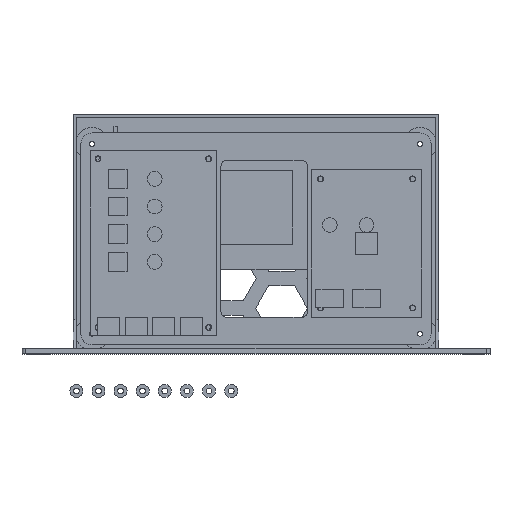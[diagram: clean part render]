
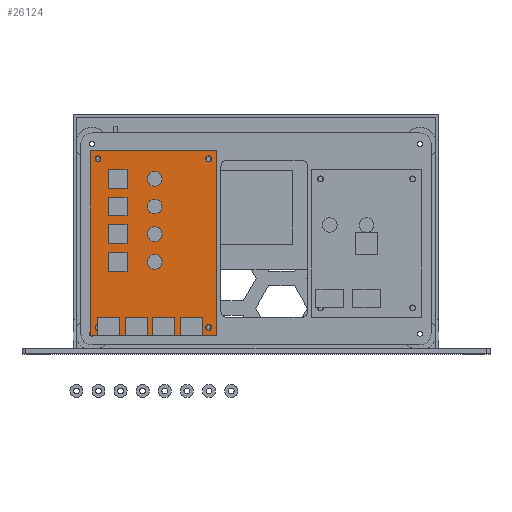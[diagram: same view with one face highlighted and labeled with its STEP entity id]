
A CAD part, top view. The second image highlights one B-rep face of the part: STEP entity #26124.
In plain terms, the highlighted planar face has unit normal (0, 0, 1).
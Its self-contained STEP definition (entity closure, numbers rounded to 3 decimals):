
#25935 = VERTEX_POINT('',#25936);
#25936 = CARTESIAN_POINT('',(0.,0.,1.6));
#25943 = PLANE('',#25944);
#25944 = AXIS2_PLACEMENT_3D('',#25945,#25946,#25947);
#25945 = CARTESIAN_POINT('',(0.,0.,0.));
#25946 = DIRECTION('',(1.,0.,0.));
#25947 = DIRECTION('',(0.,0.,1.));
#25955 = PLANE('',#25956);
#25956 = AXIS2_PLACEMENT_3D('',#25957,#25958,#25959);
#25957 = CARTESIAN_POINT('',(0.,0.,0.));
#25958 = DIRECTION('',(0.,1.,0.));
#25959 = DIRECTION('',(0.,0.,1.));
#25996 = VERTEX_POINT('',#25997);
#25997 = CARTESIAN_POINT('',(0.,100.3,1.6));
#26011 = PLANE('',#26012);
#26012 = AXIS2_PLACEMENT_3D('',#26013,#26014,#26015);
#26013 = CARTESIAN_POINT('',(0.,100.3,0.));
#26014 = DIRECTION('',(0.,1.,0.));
#26015 = DIRECTION('',(0.,0.,1.));
#26023 = EDGE_CURVE('',#25935,#25996,#26024,.T.);
#26024 = SURFACE_CURVE('',#26025,(#26029,#26036),.PCURVE_S1.);
#26025 = LINE('',#26026,#26027);
#26026 = CARTESIAN_POINT('',(0.,0.,1.6));
#26027 = VECTOR('',#26028,1.);
#26028 = DIRECTION('',(0.,1.,0.));
#26029 = PCURVE('',#25943,#26030);
#26030 = DEFINITIONAL_REPRESENTATION('',(#26031),#26035);
#26031 = LINE('',#26032,#26033);
#26032 = CARTESIAN_POINT('',(1.6,0.));
#26033 = VECTOR('',#26034,1.);
#26034 = DIRECTION('',(0.,-1.));
#26035 = ( GEOMETRIC_REPRESENTATION_CONTEXT(2) 
PARAMETRIC_REPRESENTATION_CONTEXT() REPRESENTATION_CONTEXT('2D SPACE',''
  ) );
#26036 = PCURVE('',#26037,#26042);
#26037 = PLANE('',#26038);
#26038 = AXIS2_PLACEMENT_3D('',#26039,#26040,#26041);
#26039 = CARTESIAN_POINT('',(0.,0.,1.6));
#26040 = DIRECTION('',(0.,0.,1.));
#26041 = DIRECTION('',(1.,0.,0.));
#26042 = DEFINITIONAL_REPRESENTATION('',(#26043),#26047);
#26043 = LINE('',#26044,#26045);
#26044 = CARTESIAN_POINT('',(0.,0.));
#26045 = VECTOR('',#26046,1.);
#26046 = DIRECTION('',(0.,1.));
#26047 = ( GEOMETRIC_REPRESENTATION_CONTEXT(2) 
PARAMETRIC_REPRESENTATION_CONTEXT() REPRESENTATION_CONTEXT('2D SPACE',''
  ) );
#26076 = EDGE_CURVE('',#25935,#26077,#26079,.T.);
#26077 = VERTEX_POINT('',#26078);
#26078 = CARTESIAN_POINT('',(68.5,0.,1.6));
#26079 = SURFACE_CURVE('',#26080,(#26084,#26091),.PCURVE_S1.);
#26080 = LINE('',#26081,#26082);
#26081 = CARTESIAN_POINT('',(0.,0.,1.6));
#26082 = VECTOR('',#26083,1.);
#26083 = DIRECTION('',(1.,0.,0.));
#26084 = PCURVE('',#25955,#26085);
#26085 = DEFINITIONAL_REPRESENTATION('',(#26086),#26090);
#26086 = LINE('',#26087,#26088);
#26087 = CARTESIAN_POINT('',(1.6,0.));
#26088 = VECTOR('',#26089,1.);
#26089 = DIRECTION('',(0.,1.));
#26090 = ( GEOMETRIC_REPRESENTATION_CONTEXT(2) 
PARAMETRIC_REPRESENTATION_CONTEXT() REPRESENTATION_CONTEXT('2D SPACE',''
  ) );
#26091 = PCURVE('',#26037,#26092);
#26092 = DEFINITIONAL_REPRESENTATION('',(#26093),#26097);
#26093 = LINE('',#26094,#26095);
#26094 = CARTESIAN_POINT('',(0.,0.));
#26095 = VECTOR('',#26096,1.);
#26096 = DIRECTION('',(1.,0.));
#26097 = ( GEOMETRIC_REPRESENTATION_CONTEXT(2) 
PARAMETRIC_REPRESENTATION_CONTEXT() REPRESENTATION_CONTEXT('2D SPACE',''
  ) );
#26113 = PLANE('',#26114);
#26114 = AXIS2_PLACEMENT_3D('',#26115,#26116,#26117);
#26115 = CARTESIAN_POINT('',(68.5,0.,0.));
#26116 = DIRECTION('',(1.,0.,0.));
#26117 = DIRECTION('',(0.,0.,1.));
#26124 = ADVANCED_FACE('',(#26125,#26173,#26204,#26235,#26266),#26037,
  .T.);
#26125 = FACE_BOUND('',#26126,.T.);
#26126 = EDGE_LOOP('',(#26127,#26128,#26129,#26152));
#26127 = ORIENTED_EDGE('',*,*,#26023,.F.);
#26128 = ORIENTED_EDGE('',*,*,#26076,.T.);
#26129 = ORIENTED_EDGE('',*,*,#26130,.T.);
#26130 = EDGE_CURVE('',#26077,#26131,#26133,.T.);
#26131 = VERTEX_POINT('',#26132);
#26132 = CARTESIAN_POINT('',(68.5,100.3,1.6));
#26133 = SURFACE_CURVE('',#26134,(#26138,#26145),.PCURVE_S1.);
#26134 = LINE('',#26135,#26136);
#26135 = CARTESIAN_POINT('',(68.5,0.,1.6));
#26136 = VECTOR('',#26137,1.);
#26137 = DIRECTION('',(0.,1.,0.));
#26138 = PCURVE('',#26037,#26139);
#26139 = DEFINITIONAL_REPRESENTATION('',(#26140),#26144);
#26140 = LINE('',#26141,#26142);
#26141 = CARTESIAN_POINT('',(68.5,0.));
#26142 = VECTOR('',#26143,1.);
#26143 = DIRECTION('',(0.,1.));
#26144 = ( GEOMETRIC_REPRESENTATION_CONTEXT(2) 
PARAMETRIC_REPRESENTATION_CONTEXT() REPRESENTATION_CONTEXT('2D SPACE',''
  ) );
#26145 = PCURVE('',#26113,#26146);
#26146 = DEFINITIONAL_REPRESENTATION('',(#26147),#26151);
#26147 = LINE('',#26148,#26149);
#26148 = CARTESIAN_POINT('',(1.6,0.));
#26149 = VECTOR('',#26150,1.);
#26150 = DIRECTION('',(0.,-1.));
#26151 = ( GEOMETRIC_REPRESENTATION_CONTEXT(2) 
PARAMETRIC_REPRESENTATION_CONTEXT() REPRESENTATION_CONTEXT('2D SPACE',''
  ) );
#26152 = ORIENTED_EDGE('',*,*,#26153,.F.);
#26153 = EDGE_CURVE('',#25996,#26131,#26154,.T.);
#26154 = SURFACE_CURVE('',#26155,(#26159,#26166),.PCURVE_S1.);
#26155 = LINE('',#26156,#26157);
#26156 = CARTESIAN_POINT('',(0.,100.3,1.6));
#26157 = VECTOR('',#26158,1.);
#26158 = DIRECTION('',(1.,0.,0.));
#26159 = PCURVE('',#26037,#26160);
#26160 = DEFINITIONAL_REPRESENTATION('',(#26161),#26165);
#26161 = LINE('',#26162,#26163);
#26162 = CARTESIAN_POINT('',(0.,100.3));
#26163 = VECTOR('',#26164,1.);
#26164 = DIRECTION('',(1.,0.));
#26165 = ( GEOMETRIC_REPRESENTATION_CONTEXT(2) 
PARAMETRIC_REPRESENTATION_CONTEXT() REPRESENTATION_CONTEXT('2D SPACE',''
  ) );
#26166 = PCURVE('',#26011,#26167);
#26167 = DEFINITIONAL_REPRESENTATION('',(#26168),#26172);
#26168 = LINE('',#26169,#26170);
#26169 = CARTESIAN_POINT('',(1.6,0.));
#26170 = VECTOR('',#26171,1.);
#26171 = DIRECTION('',(0.,1.));
#26172 = ( GEOMETRIC_REPRESENTATION_CONTEXT(2) 
PARAMETRIC_REPRESENTATION_CONTEXT() REPRESENTATION_CONTEXT('2D SPACE',''
  ) );
#26173 = FACE_BOUND('',#26174,.T.);
#26174 = EDGE_LOOP('',(#26175));
#26175 = ORIENTED_EDGE('',*,*,#26176,.F.);
#26176 = EDGE_CURVE('',#26177,#26177,#26179,.T.);
#26177 = VERTEX_POINT('',#26178);
#26178 = CARTESIAN_POINT('',(5.85,4.4,1.6));
#26179 = SURFACE_CURVE('',#26180,(#26185,#26192),.PCURVE_S1.);
#26180 = CIRCLE('',#26181,1.6);
#26181 = AXIS2_PLACEMENT_3D('',#26182,#26183,#26184);
#26182 = CARTESIAN_POINT('',(4.25,4.4,1.6));
#26183 = DIRECTION('',(0.,0.,1.));
#26184 = DIRECTION('',(1.,0.,-0.));
#26185 = PCURVE('',#26037,#26186);
#26186 = DEFINITIONAL_REPRESENTATION('',(#26187),#26191);
#26187 = CIRCLE('',#26188,1.6);
#26188 = AXIS2_PLACEMENT_2D('',#26189,#26190);
#26189 = CARTESIAN_POINT('',(4.25,4.4));
#26190 = DIRECTION('',(1.,0.));
#26191 = ( GEOMETRIC_REPRESENTATION_CONTEXT(2) 
PARAMETRIC_REPRESENTATION_CONTEXT() REPRESENTATION_CONTEXT('2D SPACE',''
  ) );
#26192 = PCURVE('',#26193,#26198);
#26193 = CYLINDRICAL_SURFACE('',#26194,1.6);
#26194 = AXIS2_PLACEMENT_3D('',#26195,#26196,#26197);
#26195 = CARTESIAN_POINT('',(4.25,4.4,-5.));
#26196 = DIRECTION('',(0.,0.,1.));
#26197 = DIRECTION('',(1.,0.,0.));
#26198 = DEFINITIONAL_REPRESENTATION('',(#26199),#26203);
#26199 = LINE('',#26200,#26201);
#26200 = CARTESIAN_POINT('',(0.,6.6));
#26201 = VECTOR('',#26202,1.);
#26202 = DIRECTION('',(1.,0.));
#26203 = ( GEOMETRIC_REPRESENTATION_CONTEXT(2) 
PARAMETRIC_REPRESENTATION_CONTEXT() REPRESENTATION_CONTEXT('2D SPACE',''
  ) );
#26204 = FACE_BOUND('',#26205,.T.);
#26205 = EDGE_LOOP('',(#26206));
#26206 = ORIENTED_EDGE('',*,*,#26207,.F.);
#26207 = EDGE_CURVE('',#26208,#26208,#26210,.T.);
#26208 = VERTEX_POINT('',#26209);
#26209 = CARTESIAN_POINT('',(65.85,4.4,1.6));
#26210 = SURFACE_CURVE('',#26211,(#26216,#26223),.PCURVE_S1.);
#26211 = CIRCLE('',#26212,1.6);
#26212 = AXIS2_PLACEMENT_3D('',#26213,#26214,#26215);
#26213 = CARTESIAN_POINT('',(64.25,4.4,1.6));
#26214 = DIRECTION('',(0.,0.,1.));
#26215 = DIRECTION('',(1.,0.,-0.));
#26216 = PCURVE('',#26037,#26217);
#26217 = DEFINITIONAL_REPRESENTATION('',(#26218),#26222);
#26218 = CIRCLE('',#26219,1.6);
#26219 = AXIS2_PLACEMENT_2D('',#26220,#26221);
#26220 = CARTESIAN_POINT('',(64.25,4.4));
#26221 = DIRECTION('',(1.,0.));
#26222 = ( GEOMETRIC_REPRESENTATION_CONTEXT(2) 
PARAMETRIC_REPRESENTATION_CONTEXT() REPRESENTATION_CONTEXT('2D SPACE',''
  ) );
#26223 = PCURVE('',#26224,#26229);
#26224 = CYLINDRICAL_SURFACE('',#26225,1.6);
#26225 = AXIS2_PLACEMENT_3D('',#26226,#26227,#26228);
#26226 = CARTESIAN_POINT('',(64.25,4.4,-5.));
#26227 = DIRECTION('',(0.,0.,1.));
#26228 = DIRECTION('',(1.,0.,0.));
#26229 = DEFINITIONAL_REPRESENTATION('',(#26230),#26234);
#26230 = LINE('',#26231,#26232);
#26231 = CARTESIAN_POINT('',(0.,6.6));
#26232 = VECTOR('',#26233,1.);
#26233 = DIRECTION('',(1.,0.));
#26234 = ( GEOMETRIC_REPRESENTATION_CONTEXT(2) 
PARAMETRIC_REPRESENTATION_CONTEXT() REPRESENTATION_CONTEXT('2D SPACE',''
  ) );
#26235 = FACE_BOUND('',#26236,.T.);
#26236 = EDGE_LOOP('',(#26237));
#26237 = ORIENTED_EDGE('',*,*,#26238,.F.);
#26238 = EDGE_CURVE('',#26239,#26239,#26241,.T.);
#26239 = VERTEX_POINT('',#26240);
#26240 = CARTESIAN_POINT('',(5.85,95.9,1.6));
#26241 = SURFACE_CURVE('',#26242,(#26247,#26254),.PCURVE_S1.);
#26242 = CIRCLE('',#26243,1.6);
#26243 = AXIS2_PLACEMENT_3D('',#26244,#26245,#26246);
#26244 = CARTESIAN_POINT('',(4.25,95.9,1.6));
#26245 = DIRECTION('',(0.,0.,1.));
#26246 = DIRECTION('',(1.,0.,-0.));
#26247 = PCURVE('',#26037,#26248);
#26248 = DEFINITIONAL_REPRESENTATION('',(#26249),#26253);
#26249 = CIRCLE('',#26250,1.6);
#26250 = AXIS2_PLACEMENT_2D('',#26251,#26252);
#26251 = CARTESIAN_POINT('',(4.25,95.9));
#26252 = DIRECTION('',(1.,0.));
#26253 = ( GEOMETRIC_REPRESENTATION_CONTEXT(2) 
PARAMETRIC_REPRESENTATION_CONTEXT() REPRESENTATION_CONTEXT('2D SPACE',''
  ) );
#26254 = PCURVE('',#26255,#26260);
#26255 = CYLINDRICAL_SURFACE('',#26256,1.6);
#26256 = AXIS2_PLACEMENT_3D('',#26257,#26258,#26259);
#26257 = CARTESIAN_POINT('',(4.25,95.9,-5.));
#26258 = DIRECTION('',(0.,0.,1.));
#26259 = DIRECTION('',(1.,0.,0.));
#26260 = DEFINITIONAL_REPRESENTATION('',(#26261),#26265);
#26261 = LINE('',#26262,#26263);
#26262 = CARTESIAN_POINT('',(0.,6.6));
#26263 = VECTOR('',#26264,1.);
#26264 = DIRECTION('',(1.,0.));
#26265 = ( GEOMETRIC_REPRESENTATION_CONTEXT(2) 
PARAMETRIC_REPRESENTATION_CONTEXT() REPRESENTATION_CONTEXT('2D SPACE',''
  ) );
#26266 = FACE_BOUND('',#26267,.T.);
#26267 = EDGE_LOOP('',(#26268));
#26268 = ORIENTED_EDGE('',*,*,#26269,.F.);
#26269 = EDGE_CURVE('',#26270,#26270,#26272,.T.);
#26270 = VERTEX_POINT('',#26271);
#26271 = CARTESIAN_POINT('',(65.85,95.9,1.6));
#26272 = SURFACE_CURVE('',#26273,(#26278,#26285),.PCURVE_S1.);
#26273 = CIRCLE('',#26274,1.6);
#26274 = AXIS2_PLACEMENT_3D('',#26275,#26276,#26277);
#26275 = CARTESIAN_POINT('',(64.25,95.9,1.6));
#26276 = DIRECTION('',(0.,0.,1.));
#26277 = DIRECTION('',(1.,0.,-0.));
#26278 = PCURVE('',#26037,#26279);
#26279 = DEFINITIONAL_REPRESENTATION('',(#26280),#26284);
#26280 = CIRCLE('',#26281,1.6);
#26281 = AXIS2_PLACEMENT_2D('',#26282,#26283);
#26282 = CARTESIAN_POINT('',(64.25,95.9));
#26283 = DIRECTION('',(1.,0.));
#26284 = ( GEOMETRIC_REPRESENTATION_CONTEXT(2) 
PARAMETRIC_REPRESENTATION_CONTEXT() REPRESENTATION_CONTEXT('2D SPACE',''
  ) );
#26285 = PCURVE('',#26286,#26291);
#26286 = CYLINDRICAL_SURFACE('',#26287,1.6);
#26287 = AXIS2_PLACEMENT_3D('',#26288,#26289,#26290);
#26288 = CARTESIAN_POINT('',(64.25,95.9,-5.));
#26289 = DIRECTION('',(0.,0.,1.));
#26290 = DIRECTION('',(1.,0.,0.));
#26291 = DEFINITIONAL_REPRESENTATION('',(#26292),#26296);
#26292 = LINE('',#26293,#26294);
#26293 = CARTESIAN_POINT('',(0.,6.6));
#26294 = VECTOR('',#26295,1.);
#26295 = DIRECTION('',(1.,0.));
#26296 = ( GEOMETRIC_REPRESENTATION_CONTEXT(2) 
PARAMETRIC_REPRESENTATION_CONTEXT() REPRESENTATION_CONTEXT('2D SPACE',''
  ) );
